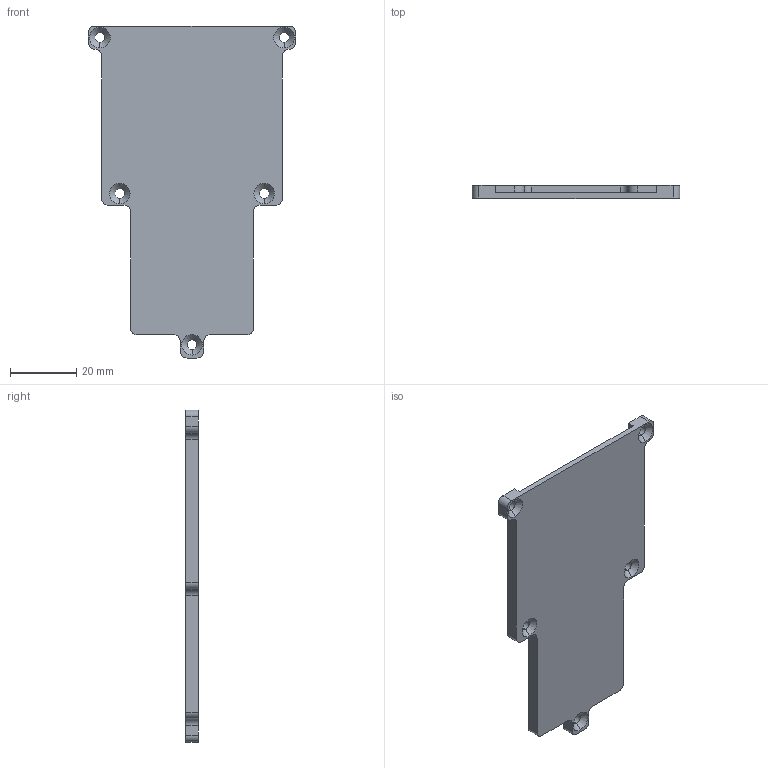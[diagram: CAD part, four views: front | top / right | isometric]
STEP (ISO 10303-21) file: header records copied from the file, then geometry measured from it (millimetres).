
FILE_DESCRIPTION (( 'STEP AP203' ), '1' );
FILE_NAME ('chip door.STEP', '2018-06-11T01:55:17', ( '' ), ( '' ), 'SwSTEP 2.0', 'SolidWorks 2016', '' );
FILE_SCHEMA (( 'CONFIG_CONTROL_DESIGN' ));
Length unit declared in the file: millimetre
Products named in the file (1): chip door
Bounding box: 62.5 x 3.8 x 100 mm (x, y, z)
Volume: 9607.4 mm3; surface area: 10590.2 mm2
Topology: 1 solids, 1 shells, 64 faces, 176 edges, 114 vertices
Faces by surface type: cylinder 30, plane 24, cone 10
Entity records: 2147 total; most frequent: DIRECTION 376, CARTESIAN_POINT 355, ORIENTED_EDGE 352, EDGE_CURVE 176, AXIS2_PLACEMENT_3D 135, VERTEX_POINT 114, VECTOR 106, LINE 106
